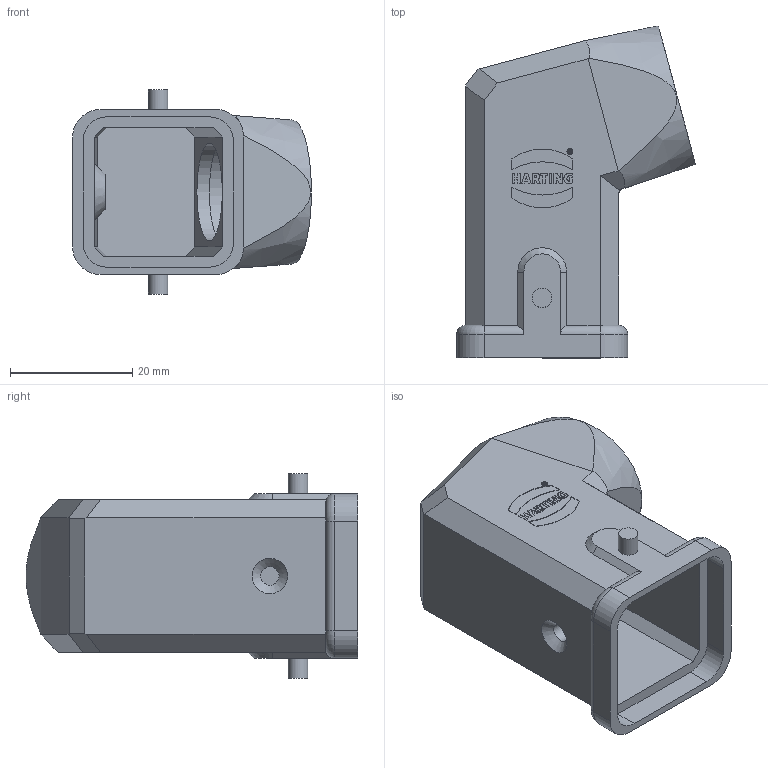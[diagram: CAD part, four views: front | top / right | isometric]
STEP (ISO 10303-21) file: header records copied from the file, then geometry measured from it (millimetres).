
FILE_DESCRIPTION((''),'2;1');
FILE_NAME('05200031660.stp','2020-07-08T08:08:30',('e.eickhoff'),(''),'Autodesk Inventor 2012','Autodesk Inventor 2012','');
FILE_SCHEMA(('AUTOMOTIVE_DESIGN { 1 0 10303 214 1 1 1 1 }'));
Length unit declared in the file: millimetre
Products named in the file (3): 05200031660; M16-PG11 Adapter
Assembly tree (2 placements, depth 2):
  05200031660
    05200031660
    M16-PG11 Adapter
Bounding box: 39.07 x 54.31 x 33.4 mm (x, y, z)
Volume: 13949.9 mm3; surface area: 12589.5 mm2
Topology: 2 solids, 2 shells, 195 faces, 491 edges, 320 vertices
Faces by surface type: plane 151, cylinder 28, cone 6, bspline 6, torus 4
Full cylindrical faces by diameter (mm): 0.671 x1, 0.984 x1, 3 x1, 3.2 x2, 16 x1, 16.5 x1, 18.6 x1, 19.5 x1
Entity records: 6510 total; most frequent: CARTESIAN_POINT 1695, ORIENTED_EDGE 958, DIRECTION 903, EDGE_CURVE 479, VECTOR 377, LINE 377, VERTEX_POINT 320, AXIS2_PLACEMENT_3D 263
